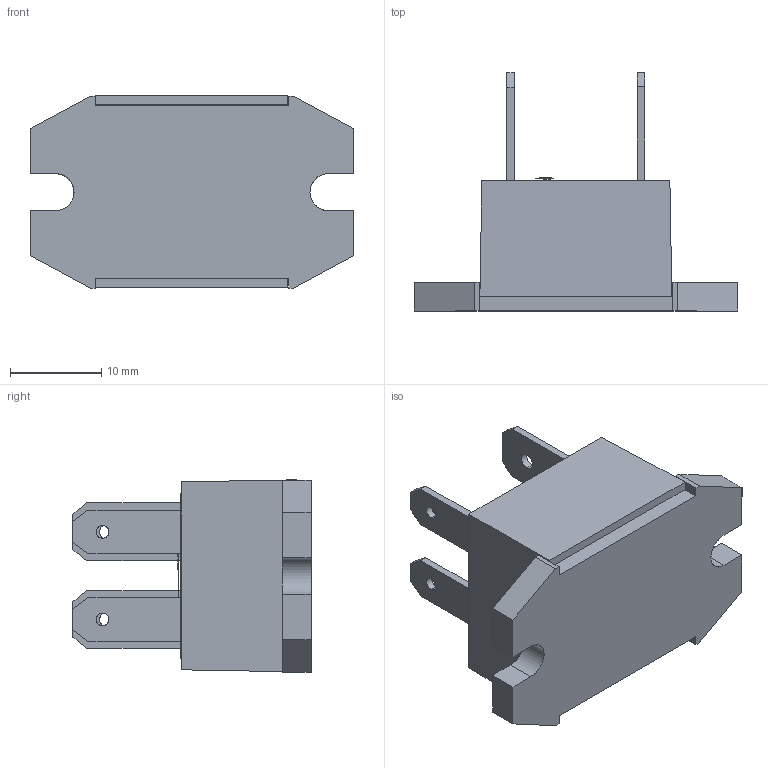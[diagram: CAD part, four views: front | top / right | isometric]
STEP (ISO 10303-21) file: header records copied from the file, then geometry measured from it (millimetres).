
FILE_DESCRIPTION (( 'STEP AP214' ), '1' );
FILE_NAME ('107802.STEP', '2016-11-25T22:18:08', ( '' ), ( '' ), 'SwSTEP 2.0', 'SolidWorks 2015', '' );
FILE_SCHEMA (( 'AUTOMOTIVE_DESIGN' ));
Length unit declared in the file: inch
Products named in the file (1): 107802
Bounding box: 35.56 x 26.17 x 21.12 mm (x, y, z)
Surface area: 4887.5 mm2 (no closed solid volume)
Topology: 0 solids, 82 shells, 115 faces, 626 edges, 593 vertices
Faces by surface type: plane 86, bspline 18, cylinder 11
Entity records: 8340 total; most frequent: CARTESIAN_POINT 2316, DIRECTION 764, ORIENTED_EDGE 682, EDGE_CURVE 626, VERTEX_POINT 593, LINE 524, VECTOR 524, EDGE_LOOP 126
